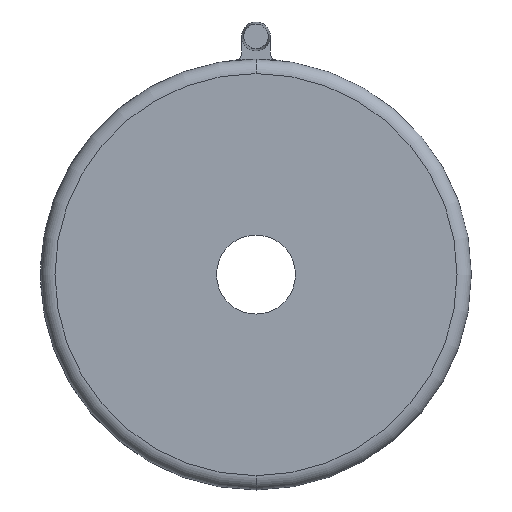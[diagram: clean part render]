
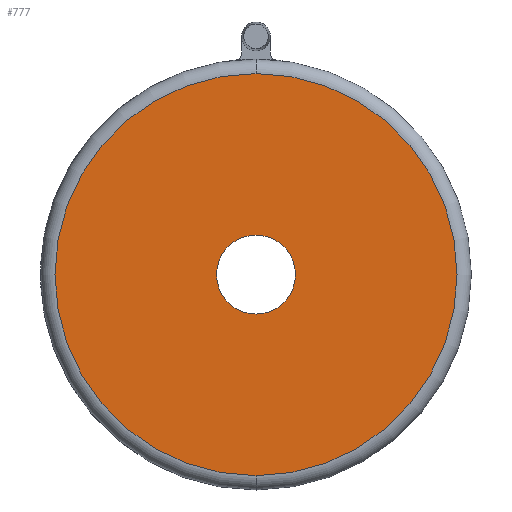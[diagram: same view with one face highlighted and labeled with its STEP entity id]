
A CAD part, front view. The second image highlights one B-rep face of the part: STEP entity #777.
In plain terms, the highlighted planar face has unit normal (0, -1, 0).
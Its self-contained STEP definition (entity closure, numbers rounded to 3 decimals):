
#12 = ORIENTED_EDGE ( 'NONE', *, *, #939, .F. ) ;
#41 = CARTESIAN_POINT ( 'NONE',  ( 0., 0., 0. ) ) ;
#53 = DIRECTION ( 'NONE',  ( 0., 0., -1. ) ) ;
#112 = VERTEX_POINT ( 'NONE', #702 ) ;
#129 = VERTEX_POINT ( 'NONE', #930 ) ;
#164 = DIRECTION ( 'NONE',  ( 0., -1., 0. ) ) ;
#179 = AXIS2_PLACEMENT_3D ( 'NONE', #499, #322, #673 ) ;
#190 = AXIS2_PLACEMENT_3D ( 'NONE', #41, #954, #53 ) ;
#215 = FACE_OUTER_BOUND ( 'NONE', #268, .T. ) ;
#243 = CIRCLE ( 'NONE', #190, 14. ) ;
#263 = CIRCLE ( 'NONE', #614, 2.75 ) ;
#268 = EDGE_LOOP ( 'NONE', ( #492, #511 ) ) ;
#299 = CARTESIAN_POINT ( 'NONE',  ( 0., 0., 0. ) ) ;
#304 = DIRECTION ( 'NONE',  ( 0., 0., -1. ) ) ;
#322 = DIRECTION ( 'NONE',  ( 0., -1., 0. ) ) ;
#382 = DIRECTION ( 'NONE',  ( 0., 0., 1. ) ) ;
#450 = EDGE_CURVE ( 'NONE', #112, #861, #700, .T. ) ;
#492 = ORIENTED_EDGE ( 'NONE', *, *, #450, .T. ) ;
#494 = DIRECTION ( 'NONE',  ( 0., 0., -1. ) ) ;
#499 = CARTESIAN_POINT ( 'NONE',  ( 0., 0., 0. ) ) ;
#511 = ORIENTED_EDGE ( 'NONE', *, *, #836, .T. ) ;
#518 = EDGE_CURVE ( 'NONE', #626, #129, #263, .T. ) ;
#521 = ORIENTED_EDGE ( 'NONE', *, *, #518, .F. ) ;
#530 = CARTESIAN_POINT ( 'NONE',  ( 0., 0., 2.75 ) ) ;
#574 = AXIS2_PLACEMENT_3D ( 'NONE', #299, #639, #304 ) ;
#577 = AXIS2_PLACEMENT_3D ( 'NONE', #1064, #652, #382 ) ;
#614 = AXIS2_PLACEMENT_3D ( 'NONE', #984, #164, #494 ) ;
#626 = VERTEX_POINT ( 'NONE', #530 ) ;
#628 = CARTESIAN_POINT ( 'NONE',  ( 0., 0., 14. ) ) ;
#639 = DIRECTION ( 'NONE',  ( 0., -1., 0. ) ) ;
#652 = DIRECTION ( 'NONE',  ( 0., -1., 0. ) ) ;
#673 = DIRECTION ( 'NONE',  ( 0., 0., -1. ) ) ;
#700 = CIRCLE ( 'NONE', #179, 14. ) ;
#702 = CARTESIAN_POINT ( 'NONE',  ( 0., 0., -14. ) ) ;
#777 = ADVANCED_FACE ( 'NONE', ( #960, #215 ), #897, .T. ) ;
#821 = EDGE_LOOP ( 'NONE', ( #12, #521 ) ) ;
#836 = EDGE_CURVE ( 'NONE', #861, #112, #243, .T. ) ;
#861 = VERTEX_POINT ( 'NONE', #628 ) ;
#897 = PLANE ( 'NONE',  #577 ) ;
#930 = CARTESIAN_POINT ( 'NONE',  ( 0., 0., -2.75 ) ) ;
#939 = EDGE_CURVE ( 'NONE', #129, #626, #1025, .T. ) ;
#954 = DIRECTION ( 'NONE',  ( 0., -1., 0. ) ) ;
#960 = FACE_BOUND ( 'NONE', #821, .T. ) ;
#984 = CARTESIAN_POINT ( 'NONE',  ( 0., 0., 0. ) ) ;
#1025 = CIRCLE ( 'NONE', #574, 2.75 ) ;
#1064 = CARTESIAN_POINT ( 'NONE',  ( 0., 0., 0. ) ) ;
